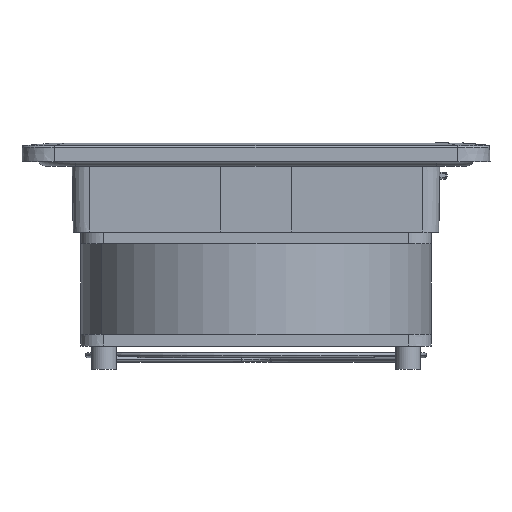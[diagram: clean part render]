
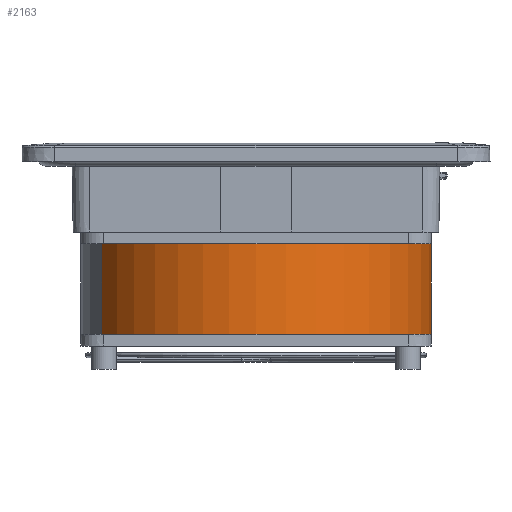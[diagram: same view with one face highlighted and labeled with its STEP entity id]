
A CAD part, front view. The second image highlights one B-rep face of the part: STEP entity #2163.
In plain terms, the highlighted cylindrical face has radius 60 mm (diameter 120 mm), a partial arc.
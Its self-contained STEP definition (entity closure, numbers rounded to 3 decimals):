
#976=CARTESIAN_POINT('Vertex',(60.,0.,-6.5)) ;
#1032=CARTESIAN_POINT('Vertex',(0.,-60.,-6.5)) ;
#1731=CARTESIAN_POINT('Axis2P3D Location',(0.,0.,-6.5)) ;
#1747=CARTESIAN_POINT('Vertex',(-52.655,-28.766,-6.5)) ;
#1750=CARTESIAN_POINT('Axis2P3D Location',(0.,0.,-6.5)) ;
#2096=CARTESIAN_POINT('Line Origine',(60.,0.,-22.)) ;
#2100=CARTESIAN_POINT('Vertex',(60.,0.,-37.5)) ;
#2131=CARTESIAN_POINT('Axis2P3D Location',(0.,0.,-22.)) ;
#2136=CARTESIAN_POINT('Line Origine',(-52.655,-28.766,-22.)) ;
#2140=CARTESIAN_POINT('Vertex',(-52.655,-28.766,-37.5)) ;
#2143=CARTESIAN_POINT('Axis2P3D Location',(0.,0.,-37.5)) ;
#2147=CARTESIAN_POINT('Vertex',(0.,-60.,-37.5)) ;
#2150=CARTESIAN_POINT('Axis2P3D Location',(0.,0.,-37.5)) ;
#1732=DIRECTION('Axis2P3D Direction',(0.,0.,-1.)) ;
#1751=DIRECTION('Axis2P3D Direction',(0.,0.,-1.)) ;
#2097=DIRECTION('Vector Direction',(0.,0.,-1.)) ;
#2132=DIRECTION('Axis2P3D Direction',(0.,0.,1.)) ;
#2133=DIRECTION('Axis2P3D XDirection',(-0.878,-0.479,-0.)) ;
#2137=DIRECTION('Vector Direction',(0.,0.,1.)) ;
#2144=DIRECTION('Axis2P3D Direction',(0.,0.,1.)) ;
#2151=DIRECTION('Axis2P3D Direction',(0.,0.,1.)) ;
#1733=AXIS2_PLACEMENT_3D('Circle Axis2P3D',#1731,#1732,$) ;
#1752=AXIS2_PLACEMENT_3D('Circle Axis2P3D',#1750,#1751,$) ;
#2134=AXIS2_PLACEMENT_3D('Cylinder Axis2P3D',#2131,#2132,#2133) ;
#2145=AXIS2_PLACEMENT_3D('Circle Axis2P3D',#2143,#2144,$) ;
#2152=AXIS2_PLACEMENT_3D('Circle Axis2P3D',#2150,#2151,$) ;
#2156=ORIENTED_EDGE('',*,*,#1735,.T.) ;
#2157=ORIENTED_EDGE('',*,*,#1754,.T.) ;
#2158=ORIENTED_EDGE('',*,*,#2142,.F.) ;
#2159=ORIENTED_EDGE('',*,*,#2149,.F.) ;
#2160=ORIENTED_EDGE('',*,*,#2154,.F.) ;
#2161=ORIENTED_EDGE('',*,*,#2102,.T.) ;
#2098=VECTOR('Line Direction',#2097,1.) ;
#2138=VECTOR('Line Direction',#2137,1.) ;
#2163=ADVANCED_FACE('PartBody',(#2162),#2135,.T.) ;
#1734=CIRCLE('generated circle',#1733,60.) ;
#1753=CIRCLE('generated circle',#1752,60.) ;
#2146=CIRCLE('generated circle',#2145,60.) ;
#2153=CIRCLE('generated circle',#2152,60.) ;
#2135=CYLINDRICAL_SURFACE('generated cylinder',#2134,60.) ;
#1735=EDGE_CURVE('',#977,#1033,#1734,.T.) ;
#1754=EDGE_CURVE('',#1033,#1748,#1753,.T.) ;
#2102=EDGE_CURVE('',#2101,#977,#2099,.F.) ;
#2142=EDGE_CURVE('',#2141,#1748,#2139,.T.) ;
#2149=EDGE_CURVE('',#2148,#2141,#2146,.F.) ;
#2154=EDGE_CURVE('',#2101,#2148,#2153,.F.) ;
#2155=EDGE_LOOP('',(#2156,#2157,#2158,#2159,#2160,#2161)) ;
#2162=FACE_OUTER_BOUND('',#2155,.T.) ;
#2099=LINE('Line',#2096,#2098) ;
#2139=LINE('Line',#2136,#2138) ;
#977=VERTEX_POINT('',#976) ;
#1033=VERTEX_POINT('',#1032) ;
#1748=VERTEX_POINT('',#1747) ;
#2101=VERTEX_POINT('',#2100) ;
#2141=VERTEX_POINT('',#2140) ;
#2148=VERTEX_POINT('',#2147) ;
